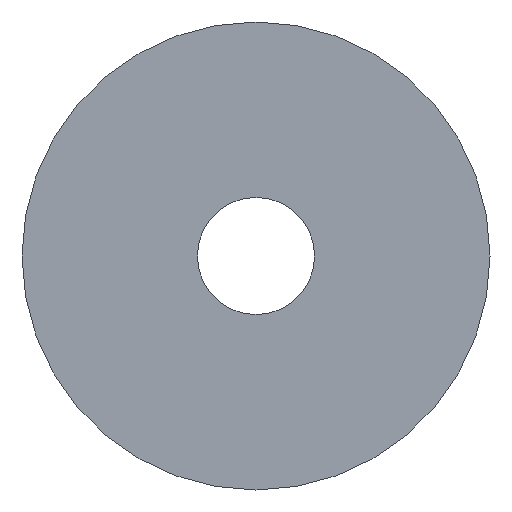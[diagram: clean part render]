
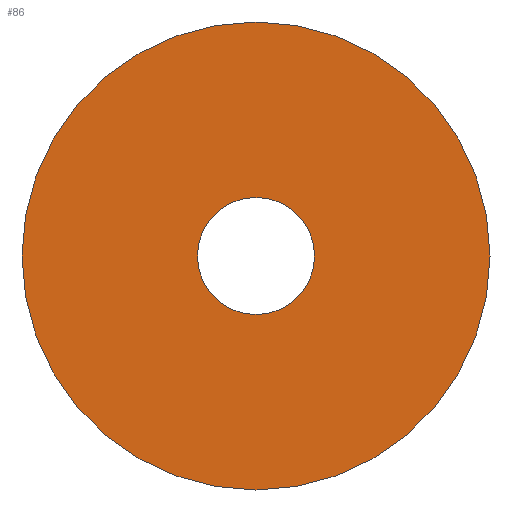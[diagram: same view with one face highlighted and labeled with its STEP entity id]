
A CAD part, front view. The second image highlights one B-rep face of the part: STEP entity #86.
In plain terms, the highlighted planar face has unit normal (0, -1, 0).
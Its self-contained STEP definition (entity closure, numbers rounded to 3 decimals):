
#25=FACE_BOUND('',#37,.T.);
#29=FACE_OUTER_BOUND('',#36,.T.);
#36=EDGE_LOOP('',(#69));
#37=EDGE_LOOP('',(#70));
#44=CIRCLE('',#108,10.);
#45=CIRCLE('',#110,2.5);
#50=VERTEX_POINT('',#152);
#51=VERTEX_POINT('',#156);
#56=EDGE_CURVE('',#50,#50,#44,.T.);
#58=EDGE_CURVE('',#51,#51,#45,.T.);
#69=ORIENTED_EDGE('',*,*,#56,.T.);
#70=ORIENTED_EDGE('',*,*,#58,.T.);
#82=PLANE('',#109);
#86=ADVANCED_FACE('',(#29,#25),#82,.T.);
#108=AXIS2_PLACEMENT_3D('',#153,#126,#127);
#109=AXIS2_PLACEMENT_3D('',#155,#129,#130);
#110=AXIS2_PLACEMENT_3D('',#157,#131,#132);
#126=DIRECTION('center_axis',(0.,-1.,0.));
#127=DIRECTION('ref_axis',(1.,0.,0.));
#129=DIRECTION('center_axis',(0.,-1.,0.));
#130=DIRECTION('ref_axis',(1.,0.,0.));
#131=DIRECTION('center_axis',(0.,1.,0.));
#132=DIRECTION('ref_axis',(1.,0.,0.));
#152=CARTESIAN_POINT('',(-10.,-2.,0.));
#153=CARTESIAN_POINT('Origin',(0.,-2.,0.));
#155=CARTESIAN_POINT('Origin',(0.,-2.,0.));
#156=CARTESIAN_POINT('',(-2.5,-2.,0.));
#157=CARTESIAN_POINT('Origin',(0.,-2.,0.));
